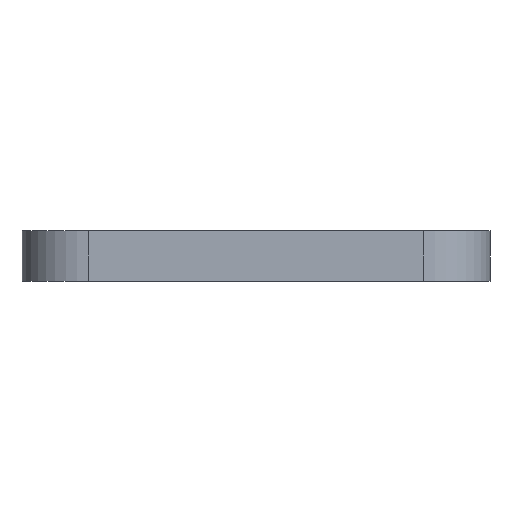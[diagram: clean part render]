
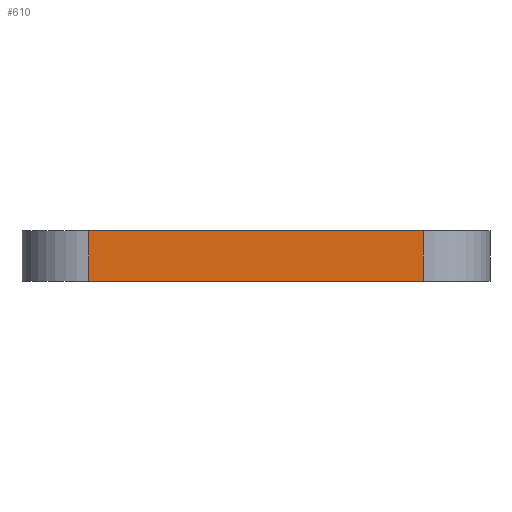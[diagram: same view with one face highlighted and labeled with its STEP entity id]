
A CAD part, left-side view. The second image highlights one B-rep face of the part: STEP entity #610.
In plain terms, the highlighted planar face has unit normal (-1, 0, 0).
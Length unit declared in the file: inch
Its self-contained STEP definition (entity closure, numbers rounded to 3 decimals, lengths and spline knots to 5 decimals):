
#12 = DIRECTION ( 'NONE',  ( 0., -1., 0. ) ) ;
#59 = ORIENTED_EDGE ( 'NONE', *, *, #236, .F. ) ;
#80 = LINE ( 'NONE', #422, #508 ) ;
#105 = PLANE ( 'NONE',  #988 ) ;
#189 = DIRECTION ( 'NONE',  ( -1., 0., 0. ) ) ;
#227 = LINE ( 'NONE', #405, #635 ) ;
#229 = ORIENTED_EDGE ( 'NONE', *, *, #750, .F. ) ;
#236 = EDGE_CURVE ( 'NONE', #507, #494, #464, .T. ) ;
#240 = EDGE_CURVE ( 'NONE', #688, #764, #540, .T. ) ;
#247 = CARTESIAN_POINT ( 'NONE',  ( 3.77378, -3.7306, 0. ) ) ;
#319 = DIRECTION ( 'NONE',  ( 0., 0., 1. ) ) ;
#326 = VECTOR ( 'NONE', #861, 39.37008 ) ;
#341 = FACE_OUTER_BOUND ( 'NONE', #704, .T. ) ;
#405 = CARTESIAN_POINT ( 'NONE',  ( 3.77378, 0., 0.1875 ) ) ;
#422 = CARTESIAN_POINT ( 'NONE',  ( 3.77378, 0., 0. ) ) ;
#460 = CARTESIAN_POINT ( 'NONE',  ( 3.77378, -3.7306, 0. ) ) ;
#464 = LINE ( 'NONE', #247, #935 ) ;
#494 = VERTEX_POINT ( 'NONE', #841 ) ;
#507 = VERTEX_POINT ( 'NONE', #460 ) ;
#508 = VECTOR ( 'NONE', #951, 39.37008 ) ;
#540 = LINE ( 'NONE', #566, #326 ) ;
#566 = CARTESIAN_POINT ( 'NONE',  ( 3.77378, -4.97782, 0.1875 ) ) ;
#577 = ORIENTED_EDGE ( 'NONE', *, *, #240, .T. ) ;
#610 = ADVANCED_FACE ( 'NONE', ( #341 ), #105, .T. ) ;
#616 = EDGE_CURVE ( 'NONE', #507, #688, #80, .T. ) ;
#635 = VECTOR ( 'NONE', #12, 39.37008 ) ;
#666 = CARTESIAN_POINT ( 'NONE',  ( 3.77378, 0., 0. ) ) ;
#688 = VERTEX_POINT ( 'NONE', #933 ) ;
#704 = EDGE_LOOP ( 'NONE', ( #780, #577, #229, #59 ) ) ;
#745 = DIRECTION ( 'NONE',  ( 0., 0., 1. ) ) ;
#750 = EDGE_CURVE ( 'NONE', #494, #764, #227, .T. ) ;
#764 = VERTEX_POINT ( 'NONE', #931 ) ;
#780 = ORIENTED_EDGE ( 'NONE', *, *, #616, .T. ) ;
#841 = CARTESIAN_POINT ( 'NONE',  ( 3.77378, -3.7306, 0.1875 ) ) ;
#861 = DIRECTION ( 'NONE',  ( 0., 0., 1. ) ) ;
#931 = CARTESIAN_POINT ( 'NONE',  ( 3.77378, -4.97782, 0.1875 ) ) ;
#933 = CARTESIAN_POINT ( 'NONE',  ( 3.77378, -4.97782, 0. ) ) ;
#935 = VECTOR ( 'NONE', #319, 39.37008 ) ;
#951 = DIRECTION ( 'NONE',  ( 0., -1., 0. ) ) ;
#988 = AXIS2_PLACEMENT_3D ( 'NONE', #666, #189, #745 ) ;
